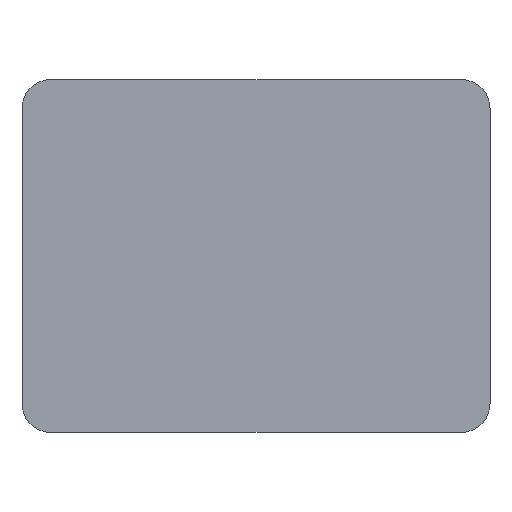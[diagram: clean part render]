
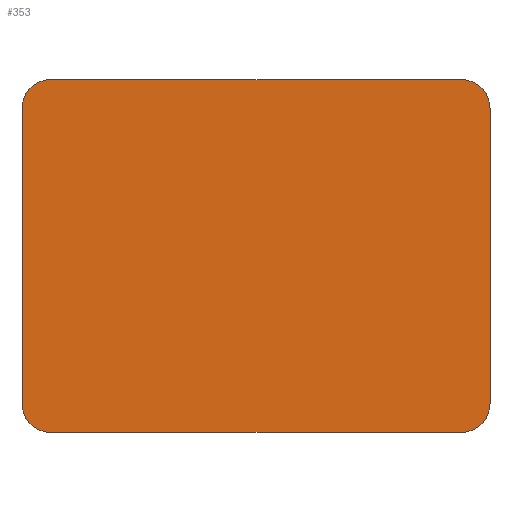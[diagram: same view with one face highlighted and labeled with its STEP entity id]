
A CAD part, top view. The second image highlights one B-rep face of the part: STEP entity #353.
In plain terms, the highlighted planar face has unit normal (0, 0, 1).
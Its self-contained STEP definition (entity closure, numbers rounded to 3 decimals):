
#88 = VERTEX_POINT('',#89);
#89 = CARTESIAN_POINT('',(0.,4.,1.));
#95 = EDGE_CURVE('',#88,#96,#98,.T.);
#96 = VERTEX_POINT('',#97);
#97 = CARTESIAN_POINT('',(4.,0.,1.));
#98 = CIRCLE('',#99,4.);
#99 = AXIS2_PLACEMENT_3D('',#100,#101,#102);
#100 = CARTESIAN_POINT('',(4.,4.,1.));
#101 = DIRECTION('',(0.,0.,1.));
#102 = DIRECTION('',(-1.,0.,0.));
#128 = EDGE_CURVE('',#96,#129,#131,.T.);
#129 = VERTEX_POINT('',#130);
#130 = CARTESIAN_POINT('',(61.,0.,
    1.));
#131 = LINE('',#132,#133);
#132 = CARTESIAN_POINT('',(4.,0.,1.));
#133 = VECTOR('',#134,1.);
#134 = DIRECTION('',(1.,0.,0.));
#159 = EDGE_CURVE('',#129,#160,#162,.T.);
#160 = VERTEX_POINT('',#161);
#161 = CARTESIAN_POINT('',(65.,4.,1.));
#162 = CIRCLE('',#163,4.);
#163 = AXIS2_PLACEMENT_3D('',#164,#165,#166);
#164 = CARTESIAN_POINT('',(61.,4.,1.));
#165 = DIRECTION('',(0.,0.,1.));
#166 = DIRECTION('',(0.,-1.,0.));
#192 = EDGE_CURVE('',#160,#193,#195,.T.);
#193 = VERTEX_POINT('',#194);
#194 = CARTESIAN_POINT('',(65.,45.,1.));
#195 = LINE('',#196,#197);
#196 = CARTESIAN_POINT('',(65.,4.,1.));
#197 = VECTOR('',#198,1.);
#198 = DIRECTION('',(0.,1.,0.));
#223 = EDGE_CURVE('',#193,#224,#226,.T.);
#224 = VERTEX_POINT('',#225);
#225 = CARTESIAN_POINT('',(61.,49.,1.));
#226 = CIRCLE('',#227,4.);
#227 = AXIS2_PLACEMENT_3D('',#228,#229,#230);
#228 = CARTESIAN_POINT('',(61.,45.,1.));
#229 = DIRECTION('',(0.,0.,1.));
#230 = DIRECTION('',(1.,0.,0.));
#256 = EDGE_CURVE('',#224,#257,#259,.T.);
#257 = VERTEX_POINT('',#258);
#258 = CARTESIAN_POINT('',(4.,49.,1.));
#259 = LINE('',#260,#261);
#260 = CARTESIAN_POINT('',(61.,49.,1.));
#261 = VECTOR('',#262,1.);
#262 = DIRECTION('',(-1.,0.,0.));
#287 = EDGE_CURVE('',#257,#288,#290,.T.);
#288 = VERTEX_POINT('',#289);
#289 = CARTESIAN_POINT('',(0.,45.,
    1.));
#290 = CIRCLE('',#291,4.);
#291 = AXIS2_PLACEMENT_3D('',#292,#293,#294);
#292 = CARTESIAN_POINT('',(4.,45.,1.));
#293 = DIRECTION('',(0.,0.,1.));
#294 = DIRECTION('',(0.,1.,0.));
#320 = EDGE_CURVE('',#288,#88,#321,.T.);
#321 = LINE('',#322,#323);
#322 = CARTESIAN_POINT('',(0.,45.,1.));
#323 = VECTOR('',#324,1.);
#324 = DIRECTION('',(0.,-1.,0.));
#353 = ADVANCED_FACE('',(#354),#364,.F.);
#354 = FACE_BOUND('',#355,.T.);
#355 = EDGE_LOOP('',(#356,#357,#358,#359,#360,#361,#362,#363));
#356 = ORIENTED_EDGE('',*,*,#95,.T.);
#357 = ORIENTED_EDGE('',*,*,#128,.T.);
#358 = ORIENTED_EDGE('',*,*,#159,.T.);
#359 = ORIENTED_EDGE('',*,*,#192,.T.);
#360 = ORIENTED_EDGE('',*,*,#223,.T.);
#361 = ORIENTED_EDGE('',*,*,#256,.T.);
#362 = ORIENTED_EDGE('',*,*,#287,.T.);
#363 = ORIENTED_EDGE('',*,*,#320,.T.);
#364 = PLANE('',#365);
#365 = AXIS2_PLACEMENT_3D('',#366,#367,#368);
#366 = CARTESIAN_POINT('',(0.,4.,1.));
#367 = DIRECTION('',(0.,0.,-1.));
#368 = DIRECTION('',(-1.,0.,0.));
